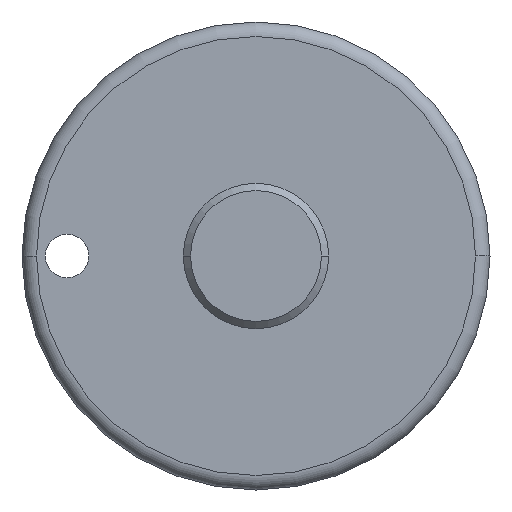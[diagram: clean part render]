
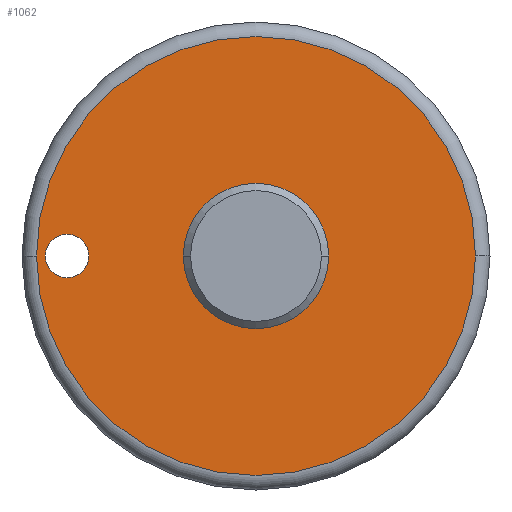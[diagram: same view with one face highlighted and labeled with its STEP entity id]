
A CAD part, left-side view. The second image highlights one B-rep face of the part: STEP entity #1062.
In plain terms, the highlighted planar face has unit normal (-1, 0, 0).
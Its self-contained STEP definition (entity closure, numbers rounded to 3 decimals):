
#84 = DIRECTION ( 'NONE',  ( -1., 0., 0. ) ) ;
#87 = DIRECTION ( 'NONE',  ( 1., 0., 0. ) ) ;
#113 = CARTESIAN_POINT ( 'NONE',  ( -78.681, 15.821, 0. ) ) ;
#159 = EDGE_CURVE ( 'NONE', #237, #633, #206, .T. ) ;
#195 = AXIS2_PLACEMENT_3D ( 'NONE', #1079, #754, #676 ) ;
#206 = CIRCLE ( 'NONE', #778, 5. ) ;
#208 = DIRECTION ( 'NONE',  ( -1., 0., 0. ) ) ;
#216 = ORIENTED_EDGE ( 'NONE', *, *, #1081, .T. ) ;
#237 = VERTEX_POINT ( 'NONE', #352 ) ;
#248 = AXIS2_PLACEMENT_3D ( 'NONE', #471, #694, #269 ) ;
#252 = EDGE_LOOP ( 'NONE', ( #889, #267 ) ) ;
#267 = ORIENTED_EDGE ( 'NONE', *, *, #159, .F. ) ;
#269 = DIRECTION ( 'NONE',  ( 0., 1., 0. ) ) ;
#352 = CARTESIAN_POINT ( 'NONE',  ( -78.681, 5.721, 0. ) ) ;
#359 = EDGE_CURVE ( 'NONE', #924, #597, #974, .T. ) ;
#432 = DIRECTION ( 'NONE',  ( 0., 1., 0. ) ) ;
#438 = CARTESIAN_POINT ( 'NONE',  ( -78.681, 12.221, 0. ) ) ;
#439 = AXIS2_PLACEMENT_3D ( 'NONE', #546, #479, #1031 ) ;
#450 = CIRCLE ( 'NONE', #439, 15.1 ) ;
#455 = EDGE_CURVE ( 'NONE', #548, #647, #575, .T. ) ;
#471 = CARTESIAN_POINT ( 'NONE',  ( -78.681, 0.721, 0. ) ) ;
#479 = DIRECTION ( 'NONE',  ( -1., 0., 0. ) ) ;
#521 = ORIENTED_EDGE ( 'NONE', *, *, #715, .T. ) ;
#538 = DIRECTION ( 'NONE',  ( 0., 1., 0. ) ) ;
#546 = CARTESIAN_POINT ( 'NONE',  ( -78.681, 0.721, 0. ) ) ;
#548 = VERTEX_POINT ( 'NONE', #438 ) ;
#575 = CIRCLE ( 'NONE', #691, 1.5 ) ;
#597 = VERTEX_POINT ( 'NONE', #1024 ) ;
#609 = DIRECTION ( 'NONE',  ( 0., -1., 0. ) ) ;
#633 = VERTEX_POINT ( 'NONE', #783 ) ;
#634 = CIRCLE ( 'NONE', #195, 1.5 ) ;
#645 = ORIENTED_EDGE ( 'NONE', *, *, #455, .T. ) ;
#647 = VERTEX_POINT ( 'NONE', #1065 ) ;
#653 = CARTESIAN_POINT ( 'NONE',  ( -78.681, 0.721, 0. ) ) ;
#676 = DIRECTION ( 'NONE',  ( 0., 1., 0. ) ) ;
#681 = FACE_OUTER_BOUND ( 'NONE', #870, .T. ) ;
#683 = CARTESIAN_POINT ( 'NONE',  ( -78.681, 0.721, 0. ) ) ;
#685 = AXIS2_PLACEMENT_3D ( 'NONE', #653, #208, #999 ) ;
#691 = AXIS2_PLACEMENT_3D ( 'NONE', #764, #87, #432 ) ;
#694 = DIRECTION ( 'NONE',  ( -1., 0., 0. ) ) ;
#705 = FACE_BOUND ( 'NONE', #252, .T. ) ;
#714 = FACE_BOUND ( 'NONE', #980, .T. ) ;
#715 = EDGE_CURVE ( 'NONE', #647, #548, #634, .T. ) ;
#754 = DIRECTION ( 'NONE',  ( 1., 0., 0. ) ) ;
#755 = DIRECTION ( 'NONE',  ( 1., 0., 0. ) ) ;
#764 = CARTESIAN_POINT ( 'NONE',  ( -78.681, 13.721, 0. ) ) ;
#769 = PLANE ( 'NONE',  #846 ) ;
#778 = AXIS2_PLACEMENT_3D ( 'NONE', #683, #84, #609 ) ;
#783 = CARTESIAN_POINT ( 'NONE',  ( -78.681, -4.279, 0. ) ) ;
#846 = AXIS2_PLACEMENT_3D ( 'NONE', #901, #755, #538 ) ;
#870 = EDGE_LOOP ( 'NONE', ( #922, #216 ) ) ;
#889 = ORIENTED_EDGE ( 'NONE', *, *, #921, .F. ) ;
#901 = CARTESIAN_POINT ( 'NONE',  ( -78.681, 16.821, 0. ) ) ;
#921 = EDGE_CURVE ( 'NONE', #633, #237, #1029, .T. ) ;
#922 = ORIENTED_EDGE ( 'NONE', *, *, #359, .T. ) ;
#924 = VERTEX_POINT ( 'NONE', #113 ) ;
#974 = CIRCLE ( 'NONE', #248, 15.1 ) ;
#980 = EDGE_LOOP ( 'NONE', ( #521, #645 ) ) ;
#999 = DIRECTION ( 'NONE',  ( 0., -1., 0. ) ) ;
#1024 = CARTESIAN_POINT ( 'NONE',  ( -78.681, -14.379, 0. ) ) ;
#1029 = CIRCLE ( 'NONE', #685, 5. ) ;
#1031 = DIRECTION ( 'NONE',  ( 0., 1., 0. ) ) ;
#1062 = ADVANCED_FACE ( 'NONE', ( #714, #681, #705 ), #769, .F. ) ;
#1065 = CARTESIAN_POINT ( 'NONE',  ( -78.681, 15.221, 0. ) ) ;
#1079 = CARTESIAN_POINT ( 'NONE',  ( -78.681, 13.721, 0. ) ) ;
#1081 = EDGE_CURVE ( 'NONE', #597, #924, #450, .T. ) ;
